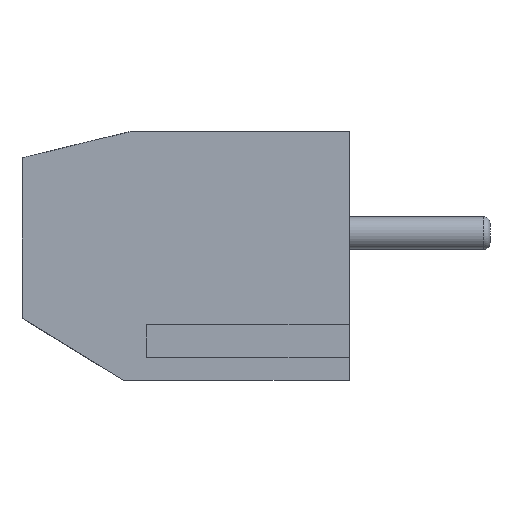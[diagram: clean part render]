
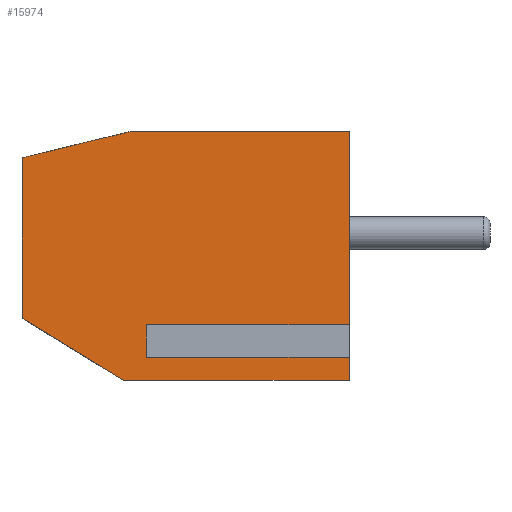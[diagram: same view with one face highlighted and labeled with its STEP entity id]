
A CAD part, left-side view. The second image highlights one B-rep face of the part: STEP entity #15974.
In plain terms, the highlighted planar face has unit normal (-1, 0, 0).
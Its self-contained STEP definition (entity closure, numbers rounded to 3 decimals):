
#108 = LINE ( 'NONE', #15184, #2812 ) ;
#1154 = DIRECTION ( 'NONE',  ( 0., -1., 0. ) ) ;
#1182 = ORIENTED_EDGE ( 'NONE', *, *, #18056, .T. ) ;
#1327 = ORIENTED_EDGE ( 'NONE', *, *, #8749, .T. ) ;
#1474 = VECTOR ( 'NONE', #27515, 1000. ) ;
#1750 = CARTESIAN_POINT ( 'NONE',  ( 0., 6.2, 0.918 ) ) ;
#1753 = EDGE_CURVE ( 'NONE', #24208, #21137, #25131, .T. ) ;
#2812 = VECTOR ( 'NONE', #15051, 1000. ) ;
#3304 = CARTESIAN_POINT ( 'NONE',  ( 0., 6.2, 1.482 ) ) ;
#3688 = PLANE ( 'NONE',  #24085 ) ;
#3705 = DIRECTION ( 'NONE',  ( 0., -0.972, 0.236 ) ) ;
#4163 = VECTOR ( 'NONE', #5750, 1000. ) ;
#4183 = VERTEX_POINT ( 'NONE', #9864 ) ;
#4270 = CARTESIAN_POINT ( 'NONE',  ( 0., 0., 7.6 ) ) ;
#5709 = VECTOR ( 'NONE', #13050, 1000. ) ;
#5750 = DIRECTION ( 'NONE',  ( 0., 0., 1. ) ) ;
#7023 = LINE ( 'NONE', #11705, #18805 ) ;
#7492 = VECTOR ( 'NONE', #7724, 1000. ) ;
#7575 = LINE ( 'NONE', #3304, #27655 ) ;
#7716 = CARTESIAN_POINT ( 'NONE',  ( 0., 10., 6.8 ) ) ;
#7724 = DIRECTION ( 'NONE',  ( 0., 0., 1. ) ) ;
#8099 = CARTESIAN_POINT ( 'NONE',  ( 0., 10., 7.6 ) ) ;
#8639 = EDGE_CURVE ( 'NONE', #21137, #20153, #12533, .T. ) ;
#8749 = EDGE_CURVE ( 'NONE', #24910, #24276, #108, .T. ) ;
#8892 = ORIENTED_EDGE ( 'NONE', *, *, #19409, .T. ) ;
#9721 = VERTEX_POINT ( 'NONE', #24933 ) ;
#9864 = CARTESIAN_POINT ( 'NONE',  ( 0., 0., 7.6 ) ) ;
#11309 = CARTESIAN_POINT ( 'NONE',  ( 0., 6.2, 0.918 ) ) ;
#11705 = CARTESIAN_POINT ( 'NONE',  ( 0., 10., 1.9 ) ) ;
#11775 = CARTESIAN_POINT ( 'NONE',  ( 0., 6.7, 7.6 ) ) ;
#12301 = CARTESIAN_POINT ( 'NONE',  ( 0., 0., 7.6 ) ) ;
#12533 = LINE ( 'NONE', #16782, #26387 ) ;
#12799 = DIRECTION ( 'NONE',  ( 1., 0., 0. ) ) ;
#12809 = VECTOR ( 'NONE', #12940, 1000. ) ;
#12940 = DIRECTION ( 'NONE',  ( 0., 0., 1. ) ) ;
#13050 = DIRECTION ( 'NONE',  ( 0., -1., 0. ) ) ;
#13740 = CARTESIAN_POINT ( 'NONE',  ( 0., 10., 0. ) ) ;
#14200 = CARTESIAN_POINT ( 'NONE',  ( 0., 0., 0. ) ) ;
#15051 = DIRECTION ( 'NONE',  ( 0., 0., 1. ) ) ;
#15184 = CARTESIAN_POINT ( 'NONE',  ( 0., 6.2, 0.918 ) ) ;
#15974 = ADVANCED_FACE ( 'NONE', ( #17179 ), #3688, .F. ) ;
#16675 = LINE ( 'NONE', #13740, #16715 ) ;
#16715 = VECTOR ( 'NONE', #20314, 1000. ) ;
#16767 = DIRECTION ( 'NONE',  ( 0., 0., -1. ) ) ;
#16782 = CARTESIAN_POINT ( 'NONE',  ( 0., 10., 6.8 ) ) ;
#17179 = FACE_OUTER_BOUND ( 'NONE', #17820, .T. ) ;
#17820 = EDGE_LOOP ( 'NONE', ( #26558, #25075, #19877, #22009, #1182, #23463, #1327, #27105, #8892, #18271 ) ) ;
#18056 = EDGE_CURVE ( 'NONE', #21432, #20183, #24314, .T. ) ;
#18271 = ORIENTED_EDGE ( 'NONE', *, *, #22590, .F. ) ;
#18294 = CARTESIAN_POINT ( 'NONE',  ( 0., 0., 0.918 ) ) ;
#18660 = CARTESIAN_POINT ( 'NONE',  ( 0., 10., 1.9 ) ) ;
#18800 = CARTESIAN_POINT ( 'NONE',  ( 0., 6.2, 1.482 ) ) ;
#18805 = VECTOR ( 'NONE', #26522, 1000. ) ;
#19409 = EDGE_CURVE ( 'NONE', #25112, #4183, #24080, .T. ) ;
#19877 = ORIENTED_EDGE ( 'NONE', *, *, #20991, .F. ) ;
#20153 = VERTEX_POINT ( 'NONE', #11775 ) ;
#20183 = VERTEX_POINT ( 'NONE', #18294 ) ;
#20314 = DIRECTION ( 'NONE',  ( 0., -1., 0. ) ) ;
#20380 = EDGE_CURVE ( 'NONE', #24910, #20183, #23283, .T. ) ;
#20991 = EDGE_CURVE ( 'NONE', #9721, #24208, #7023, .T. ) ;
#21137 = VERTEX_POINT ( 'NONE', #7716 ) ;
#21432 = VERTEX_POINT ( 'NONE', #14200 ) ;
#22009 = ORIENTED_EDGE ( 'NONE', *, *, #25476, .T. ) ;
#22590 = EDGE_CURVE ( 'NONE', #20153, #4183, #24054, .T. ) ;
#23283 = LINE ( 'NONE', #1750, #1474 ) ;
#23463 = ORIENTED_EDGE ( 'NONE', *, *, #20380, .F. ) ;
#24054 = LINE ( 'NONE', #26302, #5709 ) ;
#24080 = LINE ( 'NONE', #4270, #12809 ) ;
#24085 = AXIS2_PLACEMENT_3D ( 'NONE', #8099, #12799, #16767 ) ;
#24171 = EDGE_CURVE ( 'NONE', #24276, #25112, #7575, .T. ) ;
#24208 = VERTEX_POINT ( 'NONE', #18660 ) ;
#24276 = VERTEX_POINT ( 'NONE', #18800 ) ;
#24314 = LINE ( 'NONE', #12301, #4163 ) ;
#24910 = VERTEX_POINT ( 'NONE', #11309 ) ;
#24933 = CARTESIAN_POINT ( 'NONE',  ( 0., 6.9, 0. ) ) ;
#25075 = ORIENTED_EDGE ( 'NONE', *, *, #1753, .F. ) ;
#25112 = VERTEX_POINT ( 'NONE', #25360 ) ;
#25131 = LINE ( 'NONE', #27224, #7492 ) ;
#25360 = CARTESIAN_POINT ( 'NONE',  ( 0., 0., 1.482 ) ) ;
#25476 = EDGE_CURVE ( 'NONE', #9721, #21432, #16675, .T. ) ;
#26302 = CARTESIAN_POINT ( 'NONE',  ( 0., 10., 7.6 ) ) ;
#26387 = VECTOR ( 'NONE', #3705, 1000. ) ;
#26522 = DIRECTION ( 'NONE',  ( 0., 0.853, 0.523 ) ) ;
#26558 = ORIENTED_EDGE ( 'NONE', *, *, #8639, .F. ) ;
#27105 = ORIENTED_EDGE ( 'NONE', *, *, #24171, .T. ) ;
#27224 = CARTESIAN_POINT ( 'NONE',  ( 0., 10., 7.6 ) ) ;
#27515 = DIRECTION ( 'NONE',  ( 0., -1., 0. ) ) ;
#27655 = VECTOR ( 'NONE', #1154, 1000. ) ;
